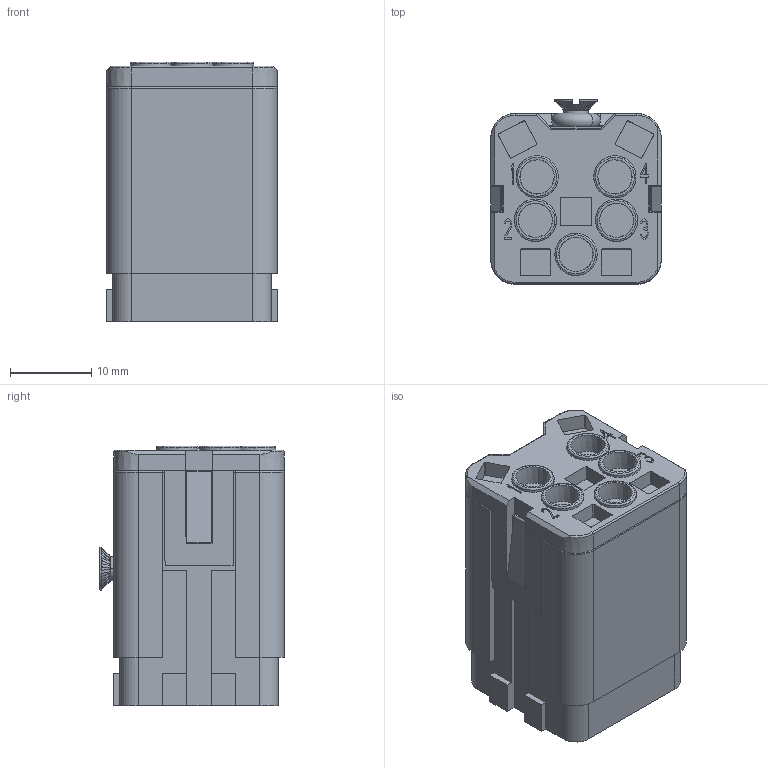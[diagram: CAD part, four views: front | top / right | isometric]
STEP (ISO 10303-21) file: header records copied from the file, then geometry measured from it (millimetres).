
FILE_DESCRIPTION((''),'2;1');
FILE_NAME('HA004MS','2017-06-29T',('tl.yang'),(''),'PRO/ENGINEER BY PARAMETRIC TECHNOLOGY CORPORATION, 2011500','PRO/ENGINEER BY PARAMETRIC TECHNOLOGY CORPORATION, 2011500','');
FILE_SCHEMA(('CONFIG_CONTROL_DESIGN'));
Length unit declared in the file: millimetre
Products named in the file (1): HA004MS
Bounding box: 21 x 22.73 x 32 mm (x, y, z)
Volume: 9113.4 mm3; surface area: 6457.7 mm2
Topology: 1 solids, 14 shells, 940 faces, 2543 edges, 1670 vertices
Faces by surface type: plane 609, cylinder 121, cone 90, bspline 70, torus 48, sphere 2
Entity records: 32024 total; most frequent: CARTESIAN_POINT 8583, ORIENTED_EDGE 5086, DIRECTION 4501, EDGE_CURVE 2543, VECTOR 1771, LINE 1771, VERTEX_POINT 1670, AXIS2_PLACEMENT_3D 1365
